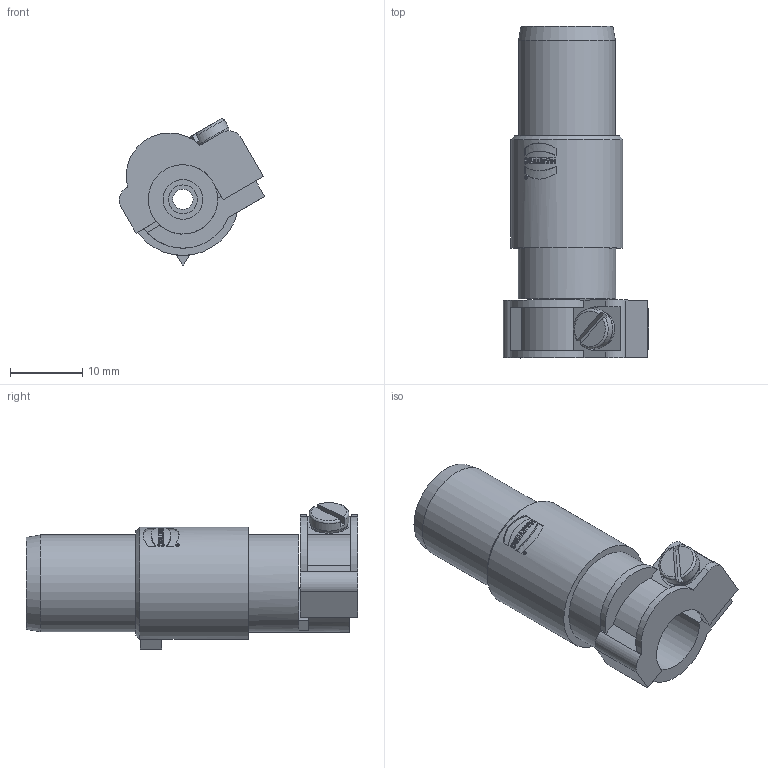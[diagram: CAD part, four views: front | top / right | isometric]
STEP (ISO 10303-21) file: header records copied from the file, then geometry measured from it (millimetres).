
FILE_DESCRIPTION(/* description */ (''),/* implementation_level */ '2;1');
FILE_NAME(/* name */ '100174807ugm000_b.stp',/* time_stamp */ '2017-10-26T13:28:17+02:00',/* author */ (''),/* organization */ (''),/* preprocessor_version */ 'ST-DEVELOPER v16',/* originating_system */ 'SIEMENS PLM Software NX 10.0',/* authorisation */ '');
FILE_SCHEMA (('AUTOMOTIVE_DESIGN { 1 0 10303 214 3 1 1 1 }'));
Length unit declared in the file: millimetre
Products named in the file (1): 100174807ugm000_b
Bounding box: 20.11 x 45.9 x 20.3 mm (x, y, z)
Volume: 5411.3 mm3; surface area: 4174.1 mm2
Topology: 1 solids, 1 shells, 187 faces, 480 edges, 321 vertices
Faces by surface type: plane 132, cylinder 41, bspline 12, cone 2
Full cylindrical faces by diameter (mm): 0.377 x1, 0.493 x1, 2.482 x1, 2.5 x1, 2.8 x1, 4 x1, 4.782 x1, 5 x1, 5.5 x2, 9.6 x1, 9.8 x1, 13.4 x1, 13.5 x1, 15.5 x1
Entity records: 6863 total; most frequent: CARTESIAN_POINT 1562, DIRECTION 946, ORIENTED_EDGE 918, EDGE_CURVE 459, AXIS2_PLACEMENT_3D 343, VERTEX_POINT 319, LINE 260, VECTOR 260
